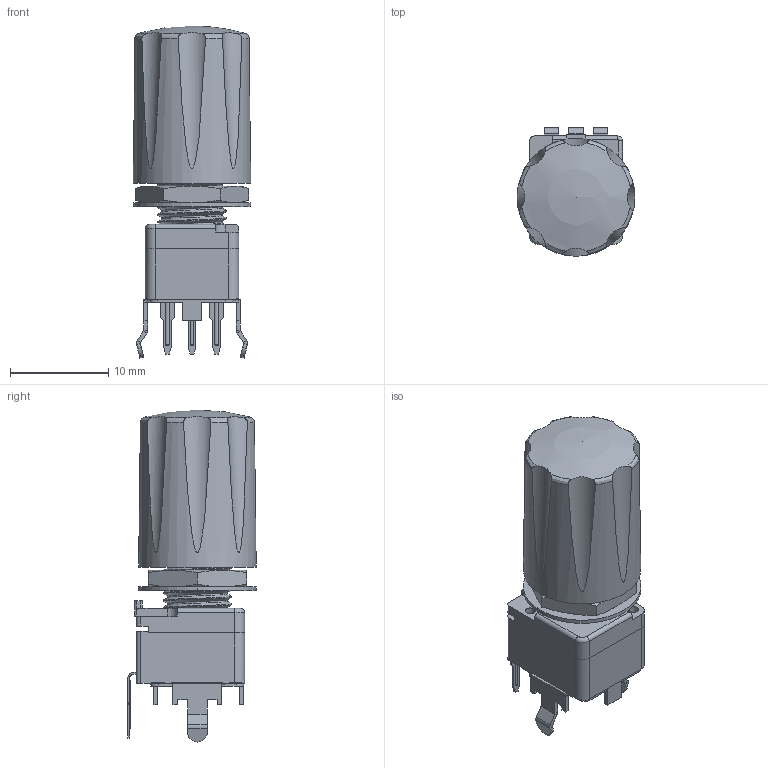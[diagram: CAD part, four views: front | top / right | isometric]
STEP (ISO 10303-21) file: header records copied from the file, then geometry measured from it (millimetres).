
FILE_DESCRIPTION(('FreeCAD Model'),'2;1');
FILE_NAME('Open CASCADE Shape Model','2021-01-14T18:30:49',('Author'),( ''),'Open CASCADE STEP processor 7.4','FreeCAD','Unknown');
FILE_SCHEMA(('AUTOMOTIVE_DESIGN { 1 0 10303 214 1 1 1 1 }'));
Length unit declared in the file: millimetre
Products named in the file (12): Unnamed; Common001; Cut007; R-0904N-L-25KC_v010; R-0904N-L-25KC_v3; R-0904N-L-25KC_v004; R-0904N-L-25KC_v005; R-0904N-L-25KC_v006; R-0904N-L-25KC_v007; R-0904N-L-25KC_v008; R-0904N-L-25KC_v009; Common
Assembly tree (11 placements, depth 3):
  Unnamed
    Common001
    Cut007
    R-0904N-L-25KC_v010
      R-0904N-L-25KC_v3
      R-0904N-L-25KC_v004
      R-0904N-L-25KC_v005
      R-0904N-L-25KC_v006
      R-0904N-L-25KC_v007
      R-0904N-L-25KC_v008
      R-0904N-L-25KC_v009
    Common
Bounding box: 12 x 13.1 x 33.8 mm (x, y, z)
Volume: 2919 mm3; surface area: 2917.9 mm2
Topology: 10 solids, 10 shells, 323 faces, 805 edges, 511 vertices
Faces by surface type: plane 187, cylinder 92, cone 18, sphere 13, bspline 12, torus 1
Full cylindrical faces by diameter (mm): 1 x4, 4.917 x1, 5 x3, 6 x1, 7 x5, 11.938 x1
Entity records: 20767 total; most frequent: CARTESIAN_POINT 12795, ORIENTED_EDGE 1608, DIRECTION 1589, EDGE_CURVE 804, AXIS2_PLACEMENT_3D 539, VERTEX_POINT 511, LINE 511, VECTOR 511
